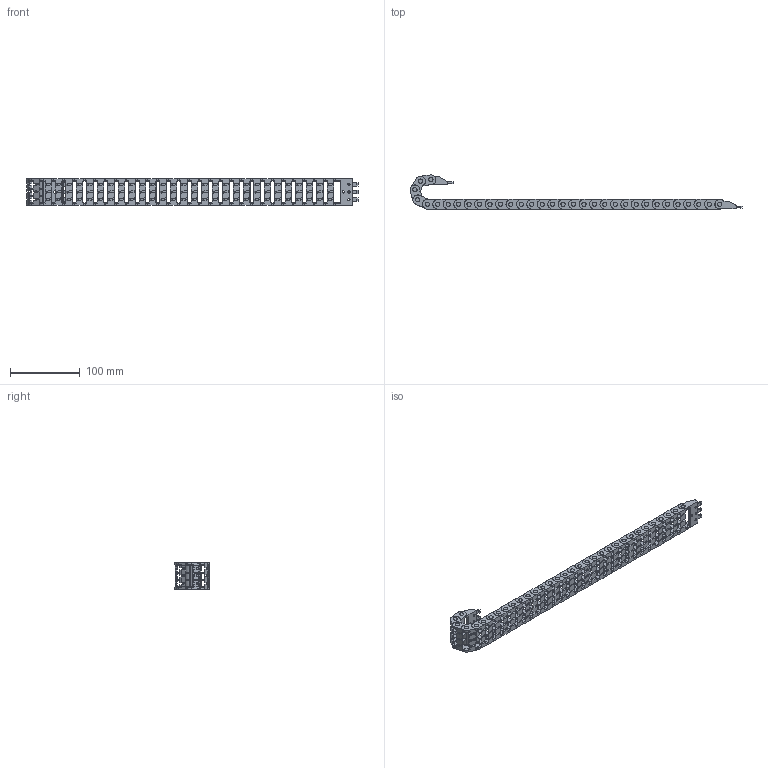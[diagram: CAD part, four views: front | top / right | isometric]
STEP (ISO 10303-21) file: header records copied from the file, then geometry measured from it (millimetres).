
FILE_DESCRIPTION (( 'STEP AP214' ), '1' );
FILE_NAME ('CDC-04X12R07T.STEP', '2024-12-06T15:18:21', ( '' ), ( '' ), 'SwSTEP 2.0', 'SolidWorks 2024', '' );
FILE_SCHEMA (( 'AUTOMOTIVE_DESIGN' ));
Length unit declared in the file: inch
Products named in the file (1): CDC-04X12R07T
Bounding box: 476.83 x 49.2 x 38.2 mm (x, y, z)
Volume: 81942.3 mm3; surface area: 115759.8 mm2
Topology: 34 solids, 34 shells, 3106 faces, 8712 edges, 5804 vertices
Faces by surface type: plane 2224, cylinder 874, cone 8
Full cylindrical faces by diameter (mm): 3.2 x8, 6 x66, 6.15 x64, 6.2 x2
Entity records: 100004 total; most frequent: CARTESIAN_POINT 18051, ORIENTED_EDGE 17128, DIRECTION 16804, EDGE_CURVE 8564, VECTOR 6154, LINE 6154, VERTEX_POINT 5804, AXIS2_PLACEMENT_3D 5325
